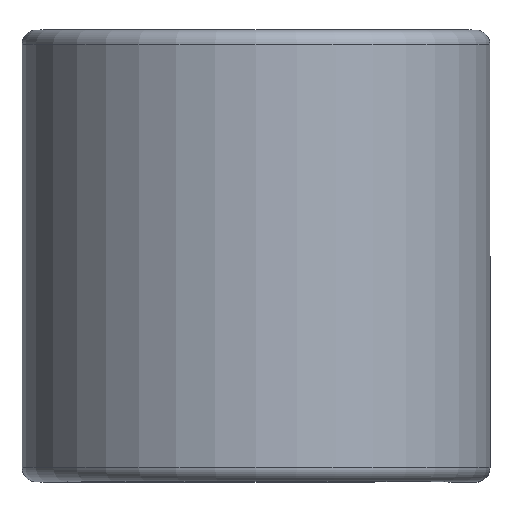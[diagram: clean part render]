
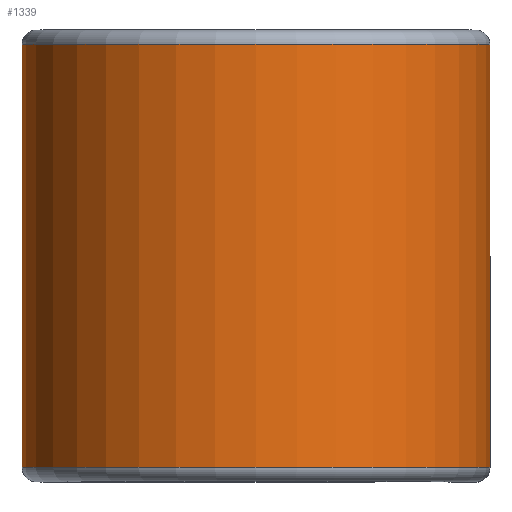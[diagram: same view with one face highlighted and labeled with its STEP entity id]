
A CAD part, top view. The second image highlights one B-rep face of the part: STEP entity #1339.
In plain terms, the highlighted cylindrical face has radius 12.332 mm (diameter 24.663 mm), a partial arc.
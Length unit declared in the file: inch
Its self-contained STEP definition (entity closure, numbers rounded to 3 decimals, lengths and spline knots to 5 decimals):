
#8 = DIRECTION ( 'NONE',  ( 0., 0., -1. ) ) ;
#119 = FACE_OUTER_BOUND ( 'NONE', #1244, .T. ) ;
#129 = CARTESIAN_POINT ( 'NONE',  ( 0.4855, 0.43875, 0. ) ) ;
#254 = CIRCLE ( 'NONE', #973, 0.4855 ) ;
#292 = CARTESIAN_POINT ( 'NONE',  ( 0., 0.43875, 0. ) ) ;
#317 = VECTOR ( 'NONE', #1859, 39.37008 ) ;
#483 = EDGE_CURVE ( 'NONE', #1134, #1903, #254, .T. ) ;
#554 = CYLINDRICAL_SURFACE ( 'NONE', #2271, 0.4855 ) ;
#607 = CARTESIAN_POINT ( 'NONE',  ( 0.4855, 0.43875, 0. ) ) ;
#611 = EDGE_CURVE ( 'NONE', #948, #1134, #2201, .T. ) ;
#647 = CARTESIAN_POINT ( 'NONE',  ( 0., 0.43875, -0.4855 ) ) ;
#648 = DIRECTION ( 'NONE',  ( 0., 0., -1. ) ) ;
#657 = EDGE_CURVE ( 'NONE', #789, #1903, #812, .T. ) ;
#706 = DIRECTION ( 'NONE',  ( 0., -1., 0. ) ) ;
#712 = DIRECTION ( 'NONE',  ( 0., -1., 0. ) ) ;
#789 = VERTEX_POINT ( 'NONE', #1185 ) ;
#812 = LINE ( 'NONE', #1724, #317 ) ;
#934 = CARTESIAN_POINT ( 'NONE',  ( 0., 0.4375, 0. ) ) ;
#948 = VERTEX_POINT ( 'NONE', #1025 ) ;
#973 = AXIS2_PLACEMENT_3D ( 'NONE', #292, #712, #648 ) ;
#1025 = CARTESIAN_POINT ( 'NONE',  ( 0.4855, -0.43875, 0. ) ) ;
#1134 = VERTEX_POINT ( 'NONE', #607 ) ;
#1168 = ORIENTED_EDGE ( 'NONE', *, *, #1337, .F. ) ;
#1172 = ORIENTED_EDGE ( 'NONE', *, *, #483, .T. ) ;
#1182 = DIRECTION ( 'NONE',  ( 0., -1., 0. ) ) ;
#1185 = CARTESIAN_POINT ( 'NONE',  ( 0., -0.43875, -0.4855 ) ) ;
#1244 = EDGE_LOOP ( 'NONE', ( #1792, #1172, #2077, #1168 ) ) ;
#1337 = EDGE_CURVE ( 'NONE', #948, #789, #2094, .T. ) ;
#1339 = ADVANCED_FACE ( 'NONE', ( #119 ), #554, .T. ) ;
#1410 = AXIS2_PLACEMENT_3D ( 'NONE', #2288, #1182, #8 ) ;
#1724 = CARTESIAN_POINT ( 'NONE',  ( 0., 0.43875, -0.4855 ) ) ;
#1792 = ORIENTED_EDGE ( 'NONE', *, *, #611, .T. ) ;
#1859 = DIRECTION ( 'NONE',  ( 0., 1., 0. ) ) ;
#1903 = VERTEX_POINT ( 'NONE', #647 ) ;
#1918 = DIRECTION ( 'NONE',  ( 0., 1., 0. ) ) ;
#2077 = ORIENTED_EDGE ( 'NONE', *, *, #657, .F. ) ;
#2094 = CIRCLE ( 'NONE', #1410, 0.4855 ) ;
#2099 = DIRECTION ( 'NONE',  ( 0., 0., -1. ) ) ;
#2199 = VECTOR ( 'NONE', #1918, 39.37008 ) ;
#2201 = LINE ( 'NONE', #129, #2199 ) ;
#2271 = AXIS2_PLACEMENT_3D ( 'NONE', #934, #706, #2099 ) ;
#2288 = CARTESIAN_POINT ( 'NONE',  ( 0., -0.43875, 0. ) ) ;
